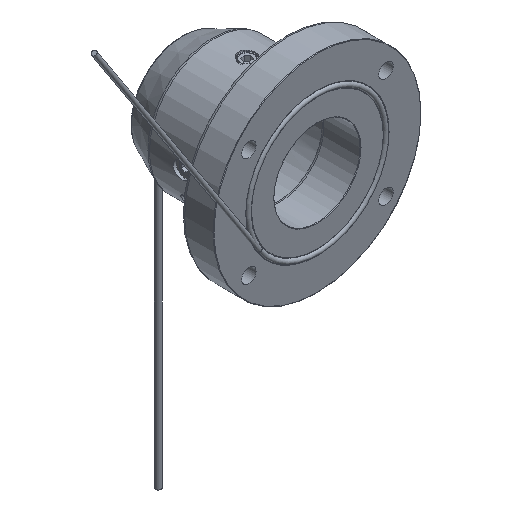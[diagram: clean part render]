
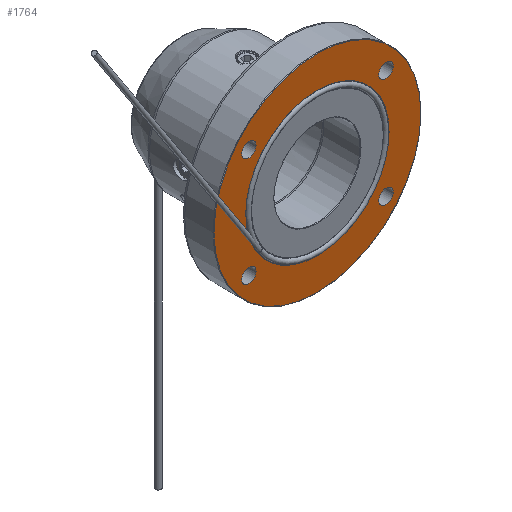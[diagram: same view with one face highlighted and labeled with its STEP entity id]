
A CAD part, isometric view. The second image highlights one B-rep face of the part: STEP entity #1764.
In plain terms, the highlighted planar face has unit normal (0, -1, 0).
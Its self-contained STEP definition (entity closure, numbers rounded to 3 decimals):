
#98 = CIRCLE ( 'NONE', #1527, 4.5 ) ;
#119 = CIRCLE ( 'NONE', #2276, 64.7 ) ;
#139 = AXIS2_PLACEMENT_3D ( 'NONE', #2000, #1315, #1134 ) ;
#173 = ORIENTED_EDGE ( 'NONE', *, *, #2453, .T. ) ;
#268 = AXIS2_PLACEMENT_3D ( 'NONE', #2173, #2659, #1753 ) ;
#286 = EDGE_CURVE ( 'NONE', #2117, #2117, #383, .T. ) ;
#328 = DIRECTION ( 'NONE',  ( 0., -1., 0. ) ) ;
#330 = CARTESIAN_POINT ( 'NONE',  ( 42.848, 0., 38.583 ) ) ;
#367 = CIRCLE ( 'NONE', #2899, 44.8 ) ;
#383 = CIRCLE ( 'NONE', #139, 4.5 ) ;
#447 = CARTESIAN_POINT ( 'NONE',  ( -42.848, 0., -29.583 ) ) ;
#449 = DIRECTION ( 'NONE',  ( 0., -1., 0. ) ) ;
#517 = ORIENTED_EDGE ( 'NONE', *, *, #286, .F. ) ;
#568 = EDGE_LOOP ( 'NONE', ( #1149 ) ) ;
#572 = EDGE_CURVE ( 'NONE', #1016, #1016, #98, .T. ) ;
#651 = FACE_BOUND ( 'NONE', #1749, .T. ) ;
#667 = CARTESIAN_POINT ( 'NONE',  ( -42.848, 0., 34.083 ) ) ;
#692 = FACE_BOUND ( 'NONE', #568, .T. ) ;
#739 = VERTEX_POINT ( 'NONE', #973 ) ;
#764 = ORIENTED_EDGE ( 'NONE', *, *, #572, .F. ) ;
#789 = ORIENTED_EDGE ( 'NONE', *, *, #1377, .F. ) ;
#885 = AXIS2_PLACEMENT_3D ( 'NONE', #667, #1080, #890 ) ;
#890 = DIRECTION ( 'NONE',  ( 0., 0., -1. ) ) ;
#904 = FACE_BOUND ( 'NONE', #2652, .T. ) ;
#973 = CARTESIAN_POINT ( 'NONE',  ( 0., 0., -64.7 ) ) ;
#1005 = DIRECTION ( 'NONE',  ( 0., 0., 1. ) ) ;
#1016 = VERTEX_POINT ( 'NONE', #330 ) ;
#1023 = DIRECTION ( 'NONE',  ( 0., 1., 0. ) ) ;
#1080 = DIRECTION ( 'NONE',  ( 0., -1., 0. ) ) ;
#1082 = VERTEX_POINT ( 'NONE', #447 ) ;
#1101 = FACE_BOUND ( 'NONE', #2510, .T. ) ;
#1115 = CIRCLE ( 'NONE', #885, 4.5 ) ;
#1134 = DIRECTION ( 'NONE',  ( 0., 0., -1. ) ) ;
#1149 = ORIENTED_EDGE ( 'NONE', *, *, #2222, .F. ) ;
#1219 = CARTESIAN_POINT ( 'NONE',  ( 0., 0., 0. ) ) ;
#1315 = DIRECTION ( 'NONE',  ( 0., -1., 0. ) ) ;
#1340 = DIRECTION ( 'NONE',  ( 0., 0., -1. ) ) ;
#1354 = CARTESIAN_POINT ( 'NONE',  ( 44.5, 0., 0. ) ) ;
#1371 = PLANE ( 'NONE',  #1673 ) ;
#1377 = EDGE_CURVE ( 'NONE', #1082, #1082, #2663, .T. ) ;
#1420 = CARTESIAN_POINT ( 'NONE',  ( -42.848, 0., 29.583 ) ) ;
#1436 = CARTESIAN_POINT ( 'NONE',  ( 0., 0., -44.8 ) ) ;
#1527 = AXIS2_PLACEMENT_3D ( 'NONE', #2150, #2124, #1005 ) ;
#1645 = DIRECTION ( 'NONE',  ( 0., 0., -1. ) ) ;
#1660 = EDGE_LOOP ( 'NONE', ( #517 ) ) ;
#1673 = AXIS2_PLACEMENT_3D ( 'NONE', #1354, #449, #1340 ) ;
#1684 = DIRECTION ( 'NONE',  ( 0., 0., -1. ) ) ;
#1749 = EDGE_LOOP ( 'NONE', ( #173 ) ) ;
#1753 = DIRECTION ( 'NONE',  ( 0., 0., 1. ) ) ;
#1764 = ADVANCED_FACE ( 'NONE', ( #2232, #651, #692, #1101, #904, #2906 ), #1371, .T. ) ;
#1901 = ORIENTED_EDGE ( 'NONE', *, *, #2057, .T. ) ;
#2000 = CARTESIAN_POINT ( 'NONE',  ( 42.848, 0., -34.083 ) ) ;
#2057 = EDGE_CURVE ( 'NONE', #739, #739, #119, .T. ) ;
#2117 = VERTEX_POINT ( 'NONE', #2782 ) ;
#2124 = DIRECTION ( 'NONE',  ( 0., -1., 0. ) ) ;
#2150 = CARTESIAN_POINT ( 'NONE',  ( 42.848, 0., 34.083 ) ) ;
#2173 = CARTESIAN_POINT ( 'NONE',  ( -42.848, 0., -34.083 ) ) ;
#2222 = EDGE_CURVE ( 'NONE', #2246, #2246, #1115, .T. ) ;
#2232 = FACE_OUTER_BOUND ( 'NONE', #2304, .T. ) ;
#2246 = VERTEX_POINT ( 'NONE', #1420 ) ;
#2276 = AXIS2_PLACEMENT_3D ( 'NONE', #1219, #328, #1684 ) ;
#2304 = EDGE_LOOP ( 'NONE', ( #1901 ) ) ;
#2453 = EDGE_CURVE ( 'NONE', #2712, #2712, #367, .T. ) ;
#2510 = EDGE_LOOP ( 'NONE', ( #764 ) ) ;
#2588 = CARTESIAN_POINT ( 'NONE',  ( 0., 0., 0. ) ) ;
#2652 = EDGE_LOOP ( 'NONE', ( #789 ) ) ;
#2659 = DIRECTION ( 'NONE',  ( 0., -1., 0. ) ) ;
#2663 = CIRCLE ( 'NONE', #268, 4.5 ) ;
#2712 = VERTEX_POINT ( 'NONE', #1436 ) ;
#2782 = CARTESIAN_POINT ( 'NONE',  ( 42.848, 0., -38.583 ) ) ;
#2899 = AXIS2_PLACEMENT_3D ( 'NONE', #2588, #1023, #1645 ) ;
#2906 = FACE_BOUND ( 'NONE', #1660, .T. ) ;
